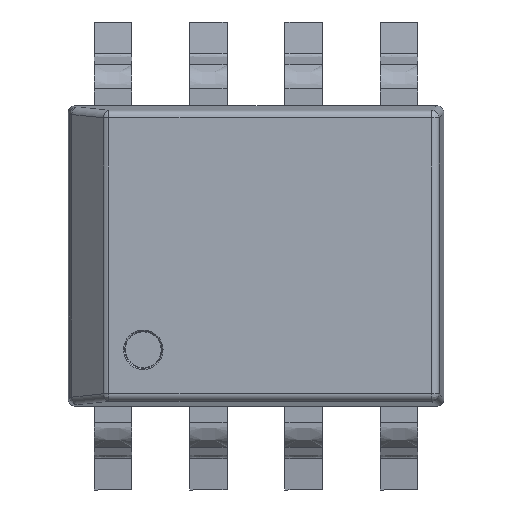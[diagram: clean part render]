
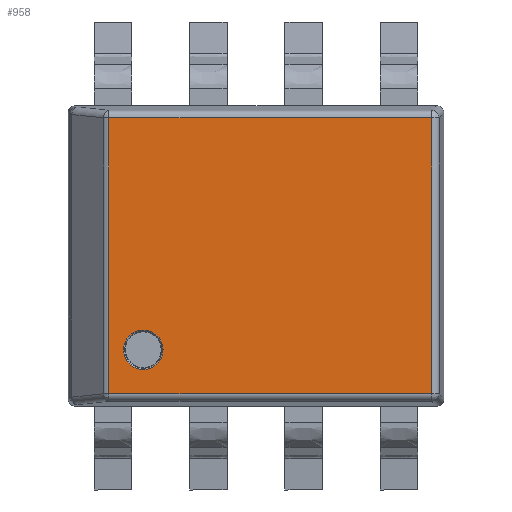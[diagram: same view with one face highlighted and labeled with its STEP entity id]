
A CAD part, top view. The second image highlights one B-rep face of the part: STEP entity #958.
In plain terms, the highlighted planar face has unit normal (0, 0, 1).
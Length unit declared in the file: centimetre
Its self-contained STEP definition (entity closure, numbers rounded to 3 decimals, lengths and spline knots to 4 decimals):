
#29 = DIRECTION ( 'NONE',  ( 0., -1., 0. ) ) ;
#49 = B_SPLINE_CURVE_WITH_KNOTS ( 'NONE', 3,
 ( #3124, #1916, #1339, #3427, #1628, #3738, #1929, #141, #2251, #441, #2538, #748, #2840, #1051, #3140, #1352, #3443, #1644, #3755, #1945, #152, #2261, #456, #2555 ),
 .UNSPECIFIED., .F., .F.,
 ( 4, 2, 2, 2, 2, 2, 2, 2, 2, 2, 2, 4 ),
 ( 0.75, 0.8125, 0.875, 0.9062, 0.9375, 1., 1.0312, 1.0625, 1.125, 1.1562, 1.1875, 1.25 ),
 .UNSPECIFIED. ) ;
#63 = EDGE_LOOP ( 'NONE', ( #3011, #1972 ) ) ;
#72 = VERTEX_POINT ( 'NONE', #685 ) ;
#83 = EDGE_CURVE ( 'NONE', #72, #461, #2302, .T. ) ;
#84 = LINE ( 'NONE', #600, #1570 ) ;
#141 = CARTESIAN_POINT ( 'NONE',  ( 0.087, 0.0979, 0.175 ) ) ;
#152 = CARTESIAN_POINT ( 'NONE',  ( 0.1238, 0.0862, 0.175 ) ) ;
#225 = B_SPLINE_CURVE_WITH_KNOTS ( 'NONE', 3,
 ( #3839, #1729, #542, #2642, #843, #2939, #1149, #3229, #1441, #3545, #1745, #3850, #2051, #261, #2362, #553, #2651, #855, #2948, #1161, #3244, #1453 ),
 .UNSPECIFIED., .F., .F.,
 ( 4, 2, 2, 2, 2, 2, 2, 2, 2, 2, 4 ),
 ( 0.25, 0.3125, 0.375, 0.4062, 0.4375, 0.5, 0.5625, 0.625, 0.6563, 0.6875, 0.75 ),
 .UNSPECIFIED. ) ;
#241 = CARTESIAN_POINT ( 'NONE',  ( 0.1263, 0.075, 0.175 ) ) ;
#261 = CARTESIAN_POINT ( 'NONE',  ( 0.087, 0.0519, 0.175 ) ) ;
#441 = CARTESIAN_POINT ( 'NONE',  ( 0.0935, 0.1006, 0.175 ) ) ;
#456 = CARTESIAN_POINT ( 'NONE',  ( 0.1262, 0.0783, 0.175 ) ) ;
#461 = VERTEX_POINT ( 'NONE', #1108 ) ;
#491 = EDGE_CURVE ( 'NONE', #605, #1407, #49, .T. ) ;
#542 = CARTESIAN_POINT ( 'NONE',  ( 0.1257, 0.0687, 0.175 ) ) ;
#553 = CARTESIAN_POINT ( 'NONE',  ( 0.0802, 0.0577, 0.175 ) ) ;
#600 = CARTESIAN_POINT ( 'NONE',  ( 0.4836, 0.15, 0.175 ) ) ;
#605 = VERTEX_POINT ( 'NONE', #3464 ) ;
#620 = VERTEX_POINT ( 'NONE', #2579 ) ;
#685 = CARTESIAN_POINT ( 'NONE',  ( 0.0541, 0.3836, 0.175 ) ) ;
#748 = CARTESIAN_POINT ( 'NONE',  ( 0.1017, 0.1012, 0.175 ) ) ;
#793 = EDGE_CURVE ( 'NONE', #72, #3367, #3821, .T. ) ;
#843 = CARTESIAN_POINT ( 'NONE',  ( 0.1211, 0.059, 0.175 ) ) ;
#855 = CARTESIAN_POINT ( 'NONE',  ( 0.0771, 0.062, 0.175 ) ) ;
#905 = DIRECTION ( 'NONE',  ( 0., -1., 0. ) ) ;
#915 = CARTESIAN_POINT ( 'NONE',  ( 0.0541, 0.2, 0.175 ) ) ;
#958 = ADVANCED_FACE ( 'NONE', ( #1340, #3622 ), #1554, .T. ) ;
#1051 = CARTESIAN_POINT ( 'NONE',  ( 0.1069, 0.1004, 0.175 ) ) ;
#1108 = CARTESIAN_POINT ( 'NONE',  ( 0.4836, 0.3836, 0.175 ) ) ;
#1149 = CARTESIAN_POINT ( 'NONE',  ( 0.1159, 0.054, 0.175 ) ) ;
#1161 = CARTESIAN_POINT ( 'NONE',  ( 0.0744, 0.0684, 0.175 ) ) ;
#1269 = CARTESIAN_POINT ( 'NONE',  ( 0.25, 0.2, 0.175 ) ) ;
#1339 = CARTESIAN_POINT ( 'NONE',  ( 0.0743, 0.0813, 0.175 ) ) ;
#1340 = FACE_BOUND ( 'NONE', #63, .T. ) ;
#1352 = CARTESIAN_POINT ( 'NONE',  ( 0.1132, 0.098, 0.175 ) ) ;
#1407 = VERTEX_POINT ( 'NONE', #241 ) ;
#1441 = CARTESIAN_POINT ( 'NONE',  ( 0.1112, 0.0512, 0.175 ) ) ;
#1453 = CARTESIAN_POINT ( 'NONE',  ( 0.0737, 0.075, 0.175 ) ) ;
#1554 = PLANE ( 'NONE',  #2189 ) ;
#1558 = DIRECTION ( 'NONE',  ( 1., 0., 0. ) ) ;
#1567 = DIRECTION ( 'NONE',  ( 1., 0., 0. ) ) ;
#1570 = VECTOR ( 'NONE', #905, 100. ) ;
#1628 = CARTESIAN_POINT ( 'NONE',  ( 0.0789, 0.091, 0.175 ) ) ;
#1644 = CARTESIAN_POINT ( 'NONE',  ( 0.1198, 0.0923, 0.175 ) ) ;
#1729 = CARTESIAN_POINT ( 'NONE',  ( 0.1263, 0.0717, 0.175 ) ) ;
#1745 = CARTESIAN_POINT ( 'NONE',  ( 0.1033, 0.0488, 0.175 ) ) ;
#1916 = CARTESIAN_POINT ( 'NONE',  ( 0.0737, 0.0783, 0.175 ) ) ;
#1929 = CARTESIAN_POINT ( 'NONE',  ( 0.0841, 0.096, 0.175 ) ) ;
#1945 = CARTESIAN_POINT ( 'NONE',  ( 0.1229, 0.088, 0.175 ) ) ;
#1972 = ORIENTED_EDGE ( 'NONE', *, *, #491, .T. ) ;
#2051 = CARTESIAN_POINT ( 'NONE',  ( 0.0937, 0.0493, 0.175 ) ) ;
#2187 = CARTESIAN_POINT ( 'NONE',  ( 0.1875, 0.3836, 0.175 ) ) ;
#2189 = AXIS2_PLACEMENT_3D ( 'NONE', #1269, #3358, #1567 ) ;
#2210 = EDGE_CURVE ( 'NONE', #1407, #605, #225, .T. ) ;
#2251 = CARTESIAN_POINT ( 'NONE',  ( 0.0888, 0.0988, 0.175 ) ) ;
#2261 = CARTESIAN_POINT ( 'NONE',  ( 0.1256, 0.0816, 0.175 ) ) ;
#2302 = LINE ( 'NONE', #2187, #3510 ) ;
#2362 = CARTESIAN_POINT ( 'NONE',  ( 0.084, 0.0539, 0.175 ) ) ;
#2363 = ORIENTED_EDGE ( 'NONE', *, *, #793, .T. ) ;
#2395 = ORIENTED_EDGE ( 'NONE', *, *, #83, .F. ) ;
#2538 = CARTESIAN_POINT ( 'NONE',  ( 0.0967, 0.1013, 0.175 ) ) ;
#2555 = CARTESIAN_POINT ( 'NONE',  ( 0.1263, 0.075, 0.175 ) ) ;
#2579 = CARTESIAN_POINT ( 'NONE',  ( 0.4836, 0.0164, 0.175 ) ) ;
#2640 = EDGE_LOOP ( 'NONE', ( #2363, #2783, #2817, #2395 ) ) ;
#2642 = CARTESIAN_POINT ( 'NONE',  ( 0.1231, 0.062, 0.175 ) ) ;
#2651 = CARTESIAN_POINT ( 'NONE',  ( 0.079, 0.0591, 0.175 ) ) ;
#2783 = ORIENTED_EDGE ( 'NONE', *, *, #3814, .F. ) ;
#2817 = ORIENTED_EDGE ( 'NONE', *, *, #3201, .F. ) ;
#2840 = CARTESIAN_POINT ( 'NONE',  ( 0.1036, 0.1011, 0.175 ) ) ;
#2898 = VECTOR ( 'NONE', #3704, 100. ) ;
#2939 = CARTESIAN_POINT ( 'NONE',  ( 0.1173, 0.0552, 0.175 ) ) ;
#2948 = CARTESIAN_POINT ( 'NONE',  ( 0.0762, 0.0638, 0.175 ) ) ;
#2987 = LINE ( 'NONE', #3717, #2898 ) ;
#3009 = VECTOR ( 'NONE', #29, 100. ) ;
#3011 = ORIENTED_EDGE ( 'NONE', *, *, #2210, .T. ) ;
#3124 = CARTESIAN_POINT ( 'NONE',  ( 0.0737, 0.075, 0.175 ) ) ;
#3140 = CARTESIAN_POINT ( 'NONE',  ( 0.1085, 0.0999, 0.175 ) ) ;
#3201 = EDGE_CURVE ( 'NONE', #461, #620, #84, .T. ) ;
#3229 = CARTESIAN_POINT ( 'NONE',  ( 0.113, 0.0521, 0.175 ) ) ;
#3244 = CARTESIAN_POINT ( 'NONE',  ( 0.0738, 0.0717, 0.175 ) ) ;
#3304 = CARTESIAN_POINT ( 'NONE',  ( 0.0541, 0.0164, 0.175 ) ) ;
#3358 = DIRECTION ( 'NONE',  ( 0., 0., 1. ) ) ;
#3367 = VERTEX_POINT ( 'NONE', #3304 ) ;
#3427 = CARTESIAN_POINT ( 'NONE',  ( 0.0769, 0.088, 0.175 ) ) ;
#3443 = CARTESIAN_POINT ( 'NONE',  ( 0.116, 0.0961, 0.175 ) ) ;
#3464 = CARTESIAN_POINT ( 'NONE',  ( 0.0737, 0.075, 0.175 ) ) ;
#3510 = VECTOR ( 'NONE', #1558, 100. ) ;
#3545 = CARTESIAN_POINT ( 'NONE',  ( 0.1066, 0.0494, 0.175 ) ) ;
#3622 = FACE_OUTER_BOUND ( 'NONE', #2640, .T. ) ;
#3704 = DIRECTION ( 'NONE',  ( -1., 0., 0. ) ) ;
#3717 = CARTESIAN_POINT ( 'NONE',  ( 0.1875, 0.0164, 0.175 ) ) ;
#3738 = CARTESIAN_POINT ( 'NONE',  ( 0.0827, 0.0948, 0.175 ) ) ;
#3755 = CARTESIAN_POINT ( 'NONE',  ( 0.121, 0.0909, 0.175 ) ) ;
#3814 = EDGE_CURVE ( 'NONE', #620, #3367, #2987, .T. ) ;
#3821 = LINE ( 'NONE', #915, #3009 ) ;
#3839 = CARTESIAN_POINT ( 'NONE',  ( 0.1263, 0.075, 0.175 ) ) ;
#3850 = CARTESIAN_POINT ( 'NONE',  ( 0.0967, 0.0487, 0.175 ) ) ;
